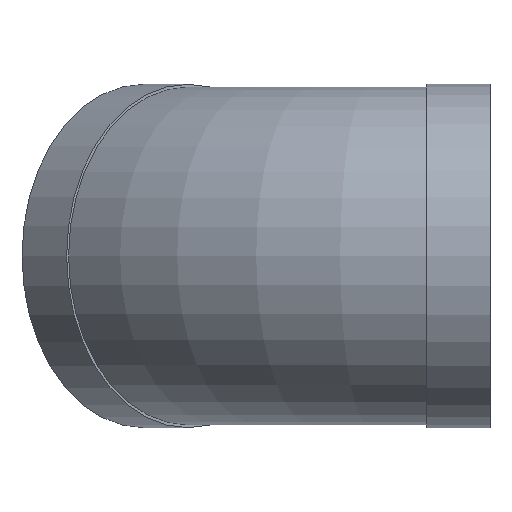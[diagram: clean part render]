
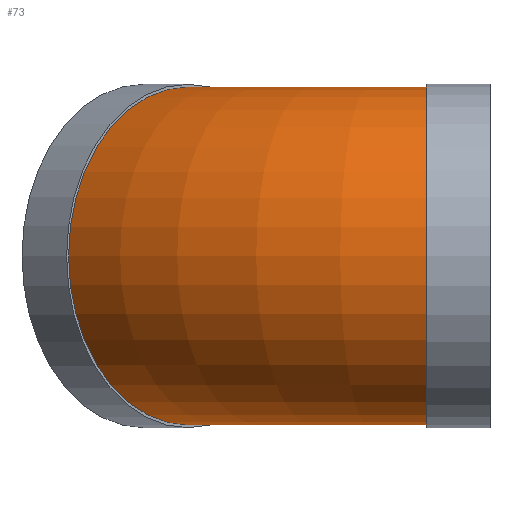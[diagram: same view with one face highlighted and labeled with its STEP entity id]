
A CAD part, left-side view. The second image highlights one B-rep face of the part: STEP entity #73.
In plain terms, the highlighted toroidal (fillet/blend) face has major radius 280 mm and minor radius 140 mm.
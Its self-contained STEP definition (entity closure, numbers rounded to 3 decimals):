
#73 = ADVANCED_FACE( '', ( #142, #143 ), #144, .T. );
#142 = FACE_OUTER_BOUND( '', #204, .T. );
#143 = FACE_OUTER_BOUND( '', #205, .T. );
#144 = TOROIDAL_SURFACE( '', #206, 280., 140. );
#204 = EDGE_LOOP( '', ( #268 ) );
#205 = EDGE_LOOP( '', ( #269 ) );
#206 = AXIS2_PLACEMENT_3D( '', #270, #271, #272 );
#268 = ORIENTED_EDGE( '', *, *, #308, .T. );
#269 = ORIENTED_EDGE( '', *, *, #313, .F. );
#270 = CARTESIAN_POINT( '', ( 280., 52.3, 0. ) );
#271 = DIRECTION( '', ( 0., 0., -1. ) );
#272 = DIRECTION( '', ( -1., 0., 0. ) );
#308 = EDGE_CURVE( '', #337, #337, #338, .T. );
#313 = EDGE_CURVE( '', #345, #345, #346, .T. );
#337 = VERTEX_POINT( '', #373 );
#338 = CIRCLE( '', #374, 140. );
#345 = VERTEX_POINT( '', #381 );
#346 = CIRCLE( '', #382, 140. );
#373 = CARTESIAN_POINT( '', ( 140., 52.3, 0. ) );
#374 = AXIS2_PLACEMENT_3D( '', #409, #410, #411 );
#381 = CARTESIAN_POINT( '', ( 181.005, 151.295, 0. ) );
#382 = AXIS2_PLACEMENT_3D( '', #418, #419, #420 );
#409 = CARTESIAN_POINT( '', ( 0., 52.3, 0. ) );
#410 = DIRECTION( '', ( 0., 1., 0. ) );
#411 = DIRECTION( '', ( 1., 0., 0. ) );
#418 = CARTESIAN_POINT( '', ( 82.01, 250.29, 0. ) );
#419 = DIRECTION( '', ( 0.707, 0.707, 0. ) );
#420 = DIRECTION( '', ( 0.707, -0.707, 0. ) );
